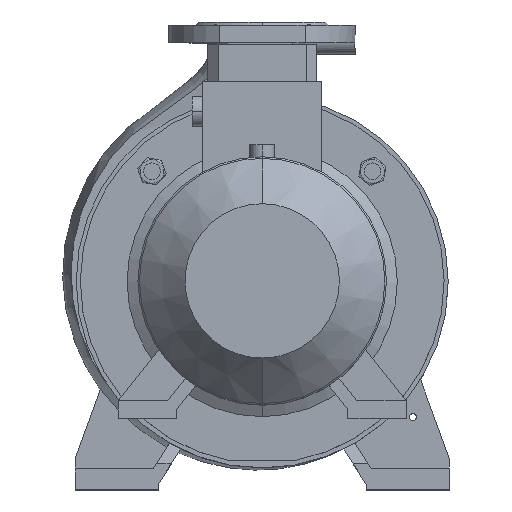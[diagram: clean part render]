
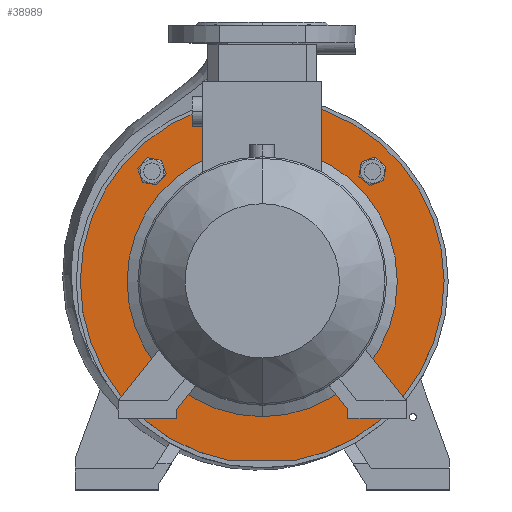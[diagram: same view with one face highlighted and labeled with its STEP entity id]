
A CAD part, top view. The second image highlights one B-rep face of the part: STEP entity #38989.
In plain terms, the highlighted planar face has unit normal (0, 0, 1).
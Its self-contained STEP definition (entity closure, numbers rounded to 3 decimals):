
#20 = CIRCLE ( 'NONE', #3565, 11.4 ) ;
#770 = AXIS2_PLACEMENT_3D ( 'NONE', #12286, #38319, #12725 ) ;
#1423 = DIRECTION ( 'NONE',  ( 0., 0., 1. ) ) ;
#1651 = DIRECTION ( 'NONE',  ( 0., -1., 0. ) ) ;
#2049 = DIRECTION ( 'NONE',  ( 0., -1., 0. ) ) ;
#2260 = EDGE_CURVE ( 'NONE', #36843, #27287, #34876, .T. ) ;
#2948 = ORIENTED_EDGE ( 'NONE', *, *, #18907, .F. ) ;
#2974 = AXIS2_PLACEMENT_3D ( 'NONE', #54930, #3077, #60001 ) ;
#3077 = DIRECTION ( 'NONE',  ( 0., 0., -1. ) ) ;
#3565 = AXIS2_PLACEMENT_3D ( 'NONE', #63236, #49234, #2049 ) ;
#4111 = DIRECTION ( 'NONE',  ( 0., 0., -1. ) ) ;
#4202 = DIRECTION ( 'NONE',  ( 0., 0., 1. ) ) ;
#5678 = FACE_OUTER_BOUND ( 'NONE', #19910, .T. ) ;
#5904 = CARTESIAN_POINT ( 'NONE',  ( -106.066, 106.066, 239. ) ) ;
#5937 = CARTESIAN_POINT ( 'NONE',  ( 0., 175., 239. ) ) ;
#5940 = EDGE_CURVE ( 'NONE', #27287, #36843, #57562, .T. ) ;
#7884 = CARTESIAN_POINT ( 'NONE',  ( 0., -130., 239. ) ) ;
#8331 = DIRECTION ( 'NONE',  ( 0., 0., -1. ) ) ;
#9258 = CARTESIAN_POINT ( 'NONE',  ( 0., 130., 239. ) ) ;
#10287 = CIRCLE ( 'NONE', #2974, 175. ) ;
#10447 = VERTEX_POINT ( 'NONE', #65636 ) ;
#11450 = AXIS2_PLACEMENT_3D ( 'NONE', #58283, #53845, #23271 ) ;
#11803 = EDGE_LOOP ( 'NONE', ( #20087, #2948 ) ) ;
#11929 = VECTOR ( 'NONE', #64165, 1000. ) ;
#12286 = CARTESIAN_POINT ( 'NONE',  ( -106.066, -106.066, 239. ) ) ;
#12725 = DIRECTION ( 'NONE',  ( 0., -1., 0. ) ) ;
#13801 = EDGE_CURVE ( 'NONE', #52894, #10447, #20, .T. ) ;
#14551 = DIRECTION ( 'NONE',  ( 0., -1., 0. ) ) ;
#15361 = FACE_BOUND ( 'NONE', #53435, .T. ) ;
#15395 = CARTESIAN_POINT ( 'NONE',  ( 32.265, -172., 239. ) ) ;
#15780 = ORIENTED_EDGE ( 'NONE', *, *, #17368, .F. ) ;
#16032 = ORIENTED_EDGE ( 'NONE', *, *, #57925, .F. ) ;
#16395 = VERTEX_POINT ( 'NONE', #58169 ) ;
#16463 = DIRECTION ( 'NONE',  ( 0., -1., 0. ) ) ;
#17368 = EDGE_CURVE ( 'NONE', #33334, #49397, #18444, .T. ) ;
#18444 = CIRCLE ( 'NONE', #30726, 11.4 ) ;
#18775 = DIRECTION ( 'NONE',  ( 0., -1., 0. ) ) ;
#18907 = EDGE_CURVE ( 'NONE', #43117, #50125, #27650, .T. ) ;
#19556 = CARTESIAN_POINT ( 'NONE',  ( 0., 0., 239. ) ) ;
#19910 = EDGE_LOOP ( 'NONE', ( #58537, #44074, #50890 ) ) ;
#20087 = ORIENTED_EDGE ( 'NONE', *, *, #48474, .F. ) ;
#20303 = DIRECTION ( 'NONE',  ( 0., 0., 1. ) ) ;
#20518 = ORIENTED_EDGE ( 'NONE', *, *, #2260, .T. ) ;
#20526 = AXIS2_PLACEMENT_3D ( 'NONE', #5937, #1423, #1651 ) ;
#22546 = CIRCLE ( 'NONE', #51428, 11.4 ) ;
#22790 = DIRECTION ( 'NONE',  ( 0., 0., -1. ) ) ;
#23271 = DIRECTION ( 'NONE',  ( 0., -1., 0. ) ) ;
#24979 = ORIENTED_EDGE ( 'NONE', *, *, #61978, .F. ) ;
#26721 = AXIS2_PLACEMENT_3D ( 'NONE', #34342, #4202, #14551 ) ;
#26911 = EDGE_LOOP ( 'NONE', ( #15780, #24979 ) ) ;
#27262 = EDGE_CURVE ( 'NONE', #16395, #41768, #58936, .T. ) ;
#27287 = VERTEX_POINT ( 'NONE', #7884 ) ;
#27650 = CIRCLE ( 'NONE', #26721, 11.4 ) ;
#28058 = CARTESIAN_POINT ( 'NONE',  ( -117.293, 108.046, 239. ) ) ;
#28604 = EDGE_CURVE ( 'NONE', #41879, #16395, #10287, .T. ) ;
#28838 = CARTESIAN_POINT ( 'NONE',  ( 0., 0., 239. ) ) ;
#29962 = EDGE_LOOP ( 'NONE', ( #62663, #39860 ) ) ;
#30083 = DIRECTION ( 'NONE',  ( 0., -1., 0. ) ) ;
#30726 = AXIS2_PLACEMENT_3D ( 'NONE', #56016, #20303, #30083 ) ;
#31225 = AXIS2_PLACEMENT_3D ( 'NONE', #5904, #31335, #16463 ) ;
#31335 = DIRECTION ( 'NONE',  ( 0., 0., -1. ) ) ;
#31861 = EDGE_CURVE ( 'NONE', #41879, #41768, #35783, .T. ) ;
#32984 = CARTESIAN_POINT ( 'NONE',  ( -94.839, 104.086, 239. ) ) ;
#33046 = DIRECTION ( 'NONE',  ( 0., -1., 0. ) ) ;
#33334 = VERTEX_POINT ( 'NONE', #35789 ) ;
#33769 = DIRECTION ( 'NONE',  ( 0., 1., 0. ) ) ;
#34342 = CARTESIAN_POINT ( 'NONE',  ( 106.066, -106.066, 239. ) ) ;
#34876 = CIRCLE ( 'NONE', #50152, 130. ) ;
#35723 = AXIS2_PLACEMENT_3D ( 'NONE', #38446, #43595, #38650 ) ;
#35783 = LINE ( 'NONE', #43639, #11929 ) ;
#35789 = CARTESIAN_POINT ( 'NONE',  ( 104.086, 94.839, 239. ) ) ;
#36843 = VERTEX_POINT ( 'NONE', #9258 ) ;
#37654 = FACE_BOUND ( 'NONE', #54330, .T. ) ;
#38319 = DIRECTION ( 'NONE',  ( 0., 0., 1. ) ) ;
#38446 = CARTESIAN_POINT ( 'NONE',  ( 0., 0., 239. ) ) ;
#38650 = DIRECTION ( 'NONE',  ( 0., 1., 0. ) ) ;
#38989 = ADVANCED_FACE ( 'NONE', ( #56826, #15361, #64821, #43230, #5678, #37654 ), #61728, .T. ) ;
#39818 = DIRECTION ( 'NONE',  ( 0., 1., 0. ) ) ;
#39860 = ORIENTED_EDGE ( 'NONE', *, *, #45389, .T. ) ;
#40946 = VERTEX_POINT ( 'NONE', #32984 ) ;
#41768 = VERTEX_POINT ( 'NONE', #15395 ) ;
#41879 = VERTEX_POINT ( 'NONE', #62630 ) ;
#42795 = CIRCLE ( 'NONE', #31225, 11.4 ) ;
#43117 = VERTEX_POINT ( 'NONE', #43144 ) ;
#43144 = CARTESIAN_POINT ( 'NONE',  ( 117.293, -108.046, 239. ) ) ;
#43230 = FACE_BOUND ( 'NONE', #26911, .T. ) ;
#43305 = CARTESIAN_POINT ( 'NONE',  ( -106.066, 106.066, 239. ) ) ;
#43306 = CARTESIAN_POINT ( 'NONE',  ( 106.066, -106.066, 239. ) ) ;
#43595 = DIRECTION ( 'NONE',  ( 0., 0., -1. ) ) ;
#43639 = CARTESIAN_POINT ( 'NONE',  ( -175., -172., 239. ) ) ;
#43688 = AXIS2_PLACEMENT_3D ( 'NONE', #43305, #22790, #33046 ) ;
#44074 = ORIENTED_EDGE ( 'NONE', *, *, #27262, .F. ) ;
#45123 = EDGE_CURVE ( 'NONE', #40946, #64217, #54114, .T. ) ;
#45389 = EDGE_CURVE ( 'NONE', #64217, #40946, #42795, .T. ) ;
#47044 = AXIS2_PLACEMENT_3D ( 'NONE', #19556, #4111, #39818 ) ;
#47508 = CIRCLE ( 'NONE', #11450, 11.4 ) ;
#47641 = ORIENTED_EDGE ( 'NONE', *, *, #13801, .F. ) ;
#48474 = EDGE_CURVE ( 'NONE', #50125, #43117, #22546, .T. ) ;
#49234 = DIRECTION ( 'NONE',  ( 0., 0., 1. ) ) ;
#49355 = DIRECTION ( 'NONE',  ( 0., 0., 1. ) ) ;
#49397 = VERTEX_POINT ( 'NONE', #52638 ) ;
#50125 = VERTEX_POINT ( 'NONE', #60862 ) ;
#50152 = AXIS2_PLACEMENT_3D ( 'NONE', #28838, #8331, #33769 ) ;
#50890 = ORIENTED_EDGE ( 'NONE', *, *, #28604, .F. ) ;
#51428 = AXIS2_PLACEMENT_3D ( 'NONE', #43306, #49355, #18775 ) ;
#51496 = CIRCLE ( 'NONE', #770, 11.4 ) ;
#51829 = ORIENTED_EDGE ( 'NONE', *, *, #5940, .T. ) ;
#52638 = CARTESIAN_POINT ( 'NONE',  ( 108.046, 117.293, 239. ) ) ;
#52894 = VERTEX_POINT ( 'NONE', #58267 ) ;
#53435 = EDGE_LOOP ( 'NONE', ( #47641, #16032 ) ) ;
#53845 = DIRECTION ( 'NONE',  ( 0., 0., 1. ) ) ;
#54114 = CIRCLE ( 'NONE', #43688, 11.4 ) ;
#54330 = EDGE_LOOP ( 'NONE', ( #20518, #51829 ) ) ;
#54930 = CARTESIAN_POINT ( 'NONE',  ( 0., 0., 239. ) ) ;
#56016 = CARTESIAN_POINT ( 'NONE',  ( 106.066, 106.066, 239. ) ) ;
#56826 = FACE_BOUND ( 'NONE', #29962, .T. ) ;
#57562 = CIRCLE ( 'NONE', #47044, 130. ) ;
#57925 = EDGE_CURVE ( 'NONE', #10447, #52894, #51496, .T. ) ;
#58169 = CARTESIAN_POINT ( 'NONE',  ( 0., 175., 239. ) ) ;
#58267 = CARTESIAN_POINT ( 'NONE',  ( -104.086, -94.839, 239. ) ) ;
#58283 = CARTESIAN_POINT ( 'NONE',  ( 106.066, 106.066, 239. ) ) ;
#58537 = ORIENTED_EDGE ( 'NONE', *, *, #31861, .T. ) ;
#58936 = CIRCLE ( 'NONE', #35723, 175. ) ;
#60001 = DIRECTION ( 'NONE',  ( 0., 1., 0. ) ) ;
#60862 = CARTESIAN_POINT ( 'NONE',  ( 94.839, -104.086, 239. ) ) ;
#61728 = PLANE ( 'NONE',  #20526 ) ;
#61978 = EDGE_CURVE ( 'NONE', #49397, #33334, #47508, .T. ) ;
#62630 = CARTESIAN_POINT ( 'NONE',  ( -32.265, -172., 239. ) ) ;
#62663 = ORIENTED_EDGE ( 'NONE', *, *, #45123, .T. ) ;
#63236 = CARTESIAN_POINT ( 'NONE',  ( -106.066, -106.066, 239. ) ) ;
#64165 = DIRECTION ( 'NONE',  ( 1., 0., 0. ) ) ;
#64217 = VERTEX_POINT ( 'NONE', #28058 ) ;
#64821 = FACE_BOUND ( 'NONE', #11803, .T. ) ;
#65636 = CARTESIAN_POINT ( 'NONE',  ( -108.046, -117.293, 239. ) ) ;
